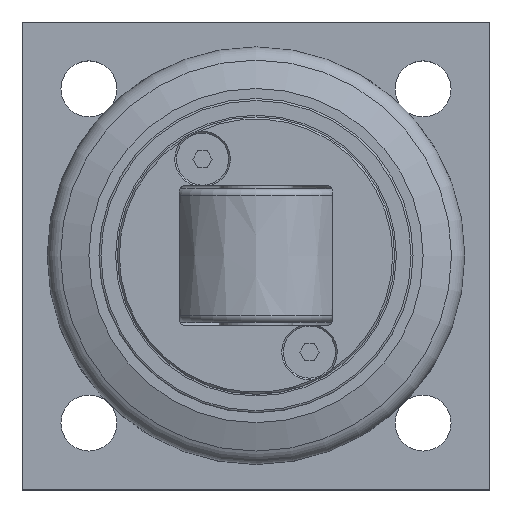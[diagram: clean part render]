
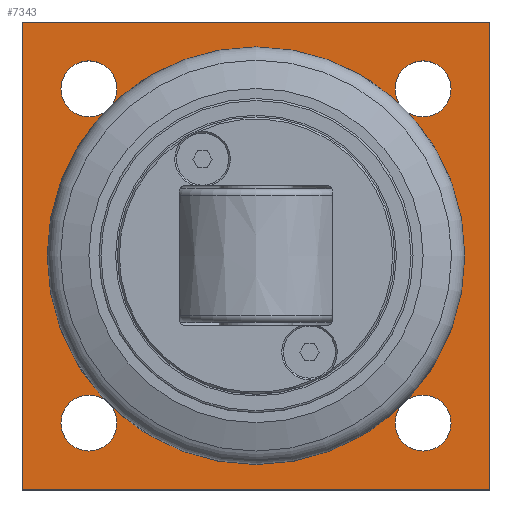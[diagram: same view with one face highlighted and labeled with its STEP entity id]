
A CAD part, top view. The second image highlights one B-rep face of the part: STEP entity #7343.
In plain terms, the highlighted planar face has unit normal (0, 0, 1).
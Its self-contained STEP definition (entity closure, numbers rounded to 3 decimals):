
#95=FACE_BOUND('',#1232,.T.);
#96=FACE_BOUND('',#1233,.T.);
#97=FACE_BOUND('',#1234,.T.);
#98=FACE_BOUND('',#1235,.T.);
#99=FACE_BOUND('',#1236,.T.);
#319=PLANE('',#8493);
#759=FACE_OUTER_BOUND('',#1231,.T.);
#1231=EDGE_LOOP('',(#6762,#6763,#6764,#6765));
#1232=EDGE_LOOP('',(#6766));
#1233=EDGE_LOOP('',(#6767,#6768));
#1234=EDGE_LOOP('',(#6769,#6770));
#1235=EDGE_LOOP('',(#6771,#6772));
#1236=EDGE_LOOP('',(#6773,#6774));
#1939=CIRCLE('',#8439,20.5);
#1954=CIRCLE('',#8472,4.188);
#1955=CIRCLE('',#8473,4.188);
#1957=CIRCLE('',#8476,4.188);
#1958=CIRCLE('',#8477,4.188);
#1960=CIRCLE('',#8480,4.188);
#1961=CIRCLE('',#8481,4.188);
#1963=CIRCLE('',#8484,4.188);
#1964=CIRCLE('',#8485,4.188);
#2330=LINE('',#13666,#2706);
#2334=LINE('',#13674,#2710);
#2337=LINE('',#13680,#2713);
#2340=LINE('',#13685,#2716);
#2706=VECTOR('',#11106,10.);
#2710=VECTOR('',#11112,10.);
#2713=VECTOR('',#11117,10.);
#2716=VECTOR('',#11122,10.);
#3325=VERTEX_POINT('',#13529);
#3342=VERTEX_POINT('',#13632);
#3343=VERTEX_POINT('',#13633);
#3345=VERTEX_POINT('',#13640);
#3346=VERTEX_POINT('',#13641);
#3348=VERTEX_POINT('',#13648);
#3349=VERTEX_POINT('',#13649);
#3351=VERTEX_POINT('',#13656);
#3352=VERTEX_POINT('',#13657);
#3354=VERTEX_POINT('',#13664);
#3355=VERTEX_POINT('',#13665);
#3358=VERTEX_POINT('',#13673);
#3360=VERTEX_POINT('',#13679);
#4443=EDGE_CURVE('',#3325,#3325,#1939,.T.);
#4472=EDGE_CURVE('',#3342,#3343,#1954,.T.);
#4473=EDGE_CURVE('',#3343,#3342,#1955,.T.);
#4476=EDGE_CURVE('',#3345,#3346,#1957,.T.);
#4477=EDGE_CURVE('',#3346,#3345,#1958,.T.);
#4480=EDGE_CURVE('',#3348,#3349,#1960,.T.);
#4481=EDGE_CURVE('',#3349,#3348,#1961,.T.);
#4484=EDGE_CURVE('',#3351,#3352,#1963,.T.);
#4485=EDGE_CURVE('',#3352,#3351,#1964,.T.);
#4488=EDGE_CURVE('',#3354,#3355,#2330,.T.);
#4492=EDGE_CURVE('',#3355,#3358,#2334,.T.);
#4495=EDGE_CURVE('',#3358,#3360,#2337,.T.);
#4498=EDGE_CURVE('',#3360,#3354,#2340,.T.);
#6762=ORIENTED_EDGE('',*,*,#4488,.F.);
#6763=ORIENTED_EDGE('',*,*,#4498,.F.);
#6764=ORIENTED_EDGE('',*,*,#4495,.F.);
#6765=ORIENTED_EDGE('',*,*,#4492,.F.);
#6766=ORIENTED_EDGE('',*,*,#4443,.T.);
#6767=ORIENTED_EDGE('',*,*,#4472,.T.);
#6768=ORIENTED_EDGE('',*,*,#4473,.T.);
#6769=ORIENTED_EDGE('',*,*,#4476,.T.);
#6770=ORIENTED_EDGE('',*,*,#4477,.T.);
#6771=ORIENTED_EDGE('',*,*,#4480,.T.);
#6772=ORIENTED_EDGE('',*,*,#4481,.T.);
#6773=ORIENTED_EDGE('',*,*,#4484,.T.);
#6774=ORIENTED_EDGE('',*,*,#4485,.T.);
#7343=ADVANCED_FACE('',(#759,#95,#96,#97,#98,#99),#319,.T.);
#8439=AXIS2_PLACEMENT_3D('',#13531,#10992,#10993);
#8472=AXIS2_PLACEMENT_3D('',#13634,#11070,#11071);
#8473=AXIS2_PLACEMENT_3D('',#13635,#11072,#11073);
#8476=AXIS2_PLACEMENT_3D('',#13642,#11079,#11080);
#8477=AXIS2_PLACEMENT_3D('',#13643,#11081,#11082);
#8480=AXIS2_PLACEMENT_3D('',#13650,#11088,#11089);
#8481=AXIS2_PLACEMENT_3D('',#13651,#11090,#11091);
#8484=AXIS2_PLACEMENT_3D('',#13658,#11097,#11098);
#8485=AXIS2_PLACEMENT_3D('',#13659,#11099,#11100);
#8493=AXIS2_PLACEMENT_3D('',#13690,#11128,#11129);
#10992=DIRECTION('center_axis',(0.,0.,-1.));
#10993=DIRECTION('ref_axis',(0.,-1.,0.));
#11070=DIRECTION('center_axis',(0.,0.,-1.));
#11071=DIRECTION('ref_axis',(1.,0.,0.));
#11072=DIRECTION('center_axis',(0.,0.,-1.));
#11073=DIRECTION('ref_axis',(1.,0.,0.));
#11079=DIRECTION('center_axis',(0.,0.,-1.));
#11080=DIRECTION('ref_axis',(1.,0.,0.));
#11081=DIRECTION('center_axis',(0.,0.,-1.));
#11082=DIRECTION('ref_axis',(1.,0.,0.));
#11088=DIRECTION('center_axis',(0.,0.,-1.));
#11089=DIRECTION('ref_axis',(1.,0.,0.));
#11090=DIRECTION('center_axis',(0.,0.,-1.));
#11091=DIRECTION('ref_axis',(1.,0.,0.));
#11097=DIRECTION('center_axis',(0.,0.,-1.));
#11098=DIRECTION('ref_axis',(1.,0.,0.));
#11099=DIRECTION('center_axis',(0.,0.,-1.));
#11100=DIRECTION('ref_axis',(1.,0.,0.));
#11106=DIRECTION('',(0.,1.,0.));
#11112=DIRECTION('',(1.,0.,0.));
#11117=DIRECTION('',(0.,-1.,0.));
#11122=DIRECTION('',(-1.,0.,0.));
#11128=DIRECTION('center_axis',(0.,0.,1.));
#11129=DIRECTION('ref_axis',(1.,0.,0.));
#13529=CARTESIAN_POINT('',(35.,55.5,12.));
#13531=CARTESIAN_POINT('Origin',(35.,35.,12.));
#13632=CARTESIAN_POINT('',(14.188,10.,12.));
#13633=CARTESIAN_POINT('',(5.812,10.,12.));
#13634=CARTESIAN_POINT('Origin',(10.,10.,12.));
#13635=CARTESIAN_POINT('Origin',(10.,10.,12.));
#13640=CARTESIAN_POINT('',(64.188,10.,12.));
#13641=CARTESIAN_POINT('',(55.812,10.,12.));
#13642=CARTESIAN_POINT('Origin',(60.,10.,12.));
#13643=CARTESIAN_POINT('Origin',(60.,10.,12.));
#13648=CARTESIAN_POINT('',(64.188,60.,12.));
#13649=CARTESIAN_POINT('',(55.812,60.,12.));
#13650=CARTESIAN_POINT('Origin',(60.,60.,12.));
#13651=CARTESIAN_POINT('Origin',(60.,60.,12.));
#13656=CARTESIAN_POINT('',(14.188,60.,12.));
#13657=CARTESIAN_POINT('',(5.812,60.,12.));
#13658=CARTESIAN_POINT('Origin',(10.,60.,12.));
#13659=CARTESIAN_POINT('Origin',(10.,60.,12.));
#13664=CARTESIAN_POINT('',(0.,0.,12.));
#13665=CARTESIAN_POINT('',(0.,70.,12.));
#13666=CARTESIAN_POINT('',(0.,70.,12.));
#13673=CARTESIAN_POINT('',(70.,70.,12.));
#13674=CARTESIAN_POINT('',(70.,70.,12.));
#13679=CARTESIAN_POINT('',(70.,0.,12.));
#13680=CARTESIAN_POINT('',(70.,0.,12.));
#13685=CARTESIAN_POINT('',(0.,0.,12.));
#13690=CARTESIAN_POINT('Origin',(35.,35.,12.));
